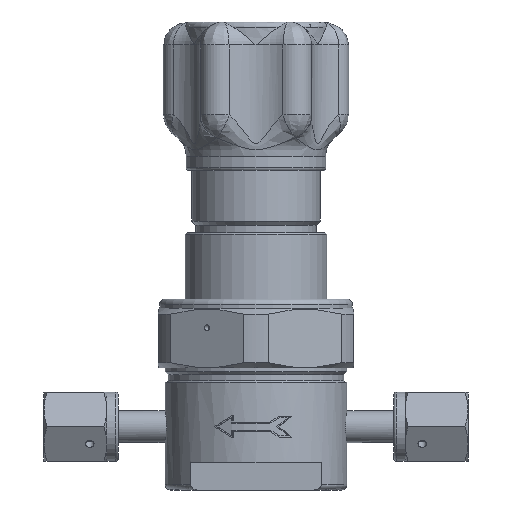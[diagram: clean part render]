
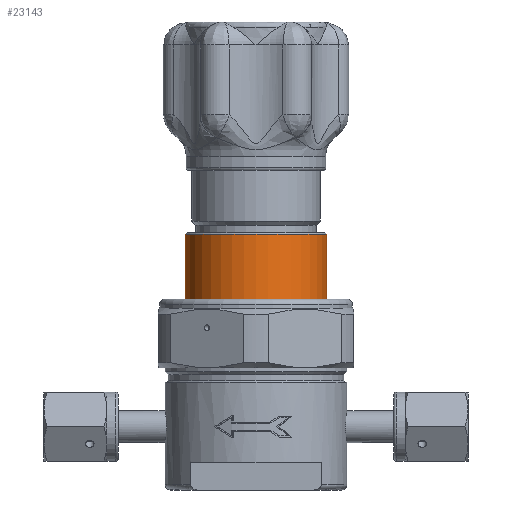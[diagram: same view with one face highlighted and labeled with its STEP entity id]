
A CAD part, front view. The second image highlights one B-rep face of the part: STEP entity #23143.
In plain terms, the highlighted cylindrical face has radius 19.558 mm (diameter 39.116 mm), a full revolution.
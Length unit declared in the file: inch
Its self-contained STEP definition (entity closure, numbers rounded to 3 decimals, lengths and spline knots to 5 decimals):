
#3349=LINE('',#40511,#5519);
#5519=VECTOR('',#28111,0.77);
#6056=FACE_BOUND('',#9349,.T.);
#6225=CIRCLE('',#24235,0.77);
#6250=CIRCLE('',#24280,0.77);
#6251=CIRCLE('',#24281,0.77);
#8060=FACE_OUTER_BOUND('',#9348,.T.);
#9348=EDGE_LOOP('',(#20617,#20618,#20619,#20620,#20621));
#9349=EDGE_LOOP('',(#20622,#20623,#20624));
#10191=B_SPLINE_CURVE_WITH_KNOTS('',3,(#40455,#40456,#40457,#40458,#40459,
#40460,#40461,#40462,#40463,#40464),.UNSPECIFIED.,.F.,.F.,(4,2,2,2,4),(0.11483,
0.14353,0.17224,0.20095,0.22965),
 .UNSPECIFIED.);
#10192=B_SPLINE_CURVE_WITH_KNOTS('',3,(#40466,#40467,#40468,#40469,#40470,
#40471,#40472,#40473,#40474,#40475,#40476,#40477,#40478,#40479,#40480,#40481,
#40482,#40483,#40484),.UNSPECIFIED.,.F.,.F.,(4,2,2,2,3,2,2,2,4),(0.34448,
0.37319,0.40189,0.4306,0.45931,
0.48801,0.51672,0.54543,0.57413),
 .UNSPECIFIED.);
#10193=B_SPLINE_CURVE_WITH_KNOTS('',3,(#40485,#40486,#40487,#40488,#40489,
#40490,#40491,#40492,#40493,#40494),.UNSPECIFIED.,.F.,.F.,(4,2,2,2,4),(0.22965,
0.25836,0.28707,0.31577,0.34448),
 .UNSPECIFIED.);
#11941=VERTEX_POINT('',#40327);
#11975=VERTEX_POINT('',#40453);
#11976=VERTEX_POINT('',#40454);
#11977=VERTEX_POINT('',#40465);
#11980=VERTEX_POINT('',#40503);
#11981=VERTEX_POINT('',#40504);
#14888=EDGE_CURVE('',#11941,#11941,#6225,.T.);
#14938=EDGE_CURVE('',#11975,#11976,#10191,.T.);
#14939=EDGE_CURVE('',#11977,#11975,#10192,.T.);
#14940=EDGE_CURVE('',#11976,#11977,#10193,.T.);
#14945=EDGE_CURVE('',#11980,#11981,#6250,.T.);
#14946=EDGE_CURVE('',#11981,#11980,#6251,.T.);
#14949=EDGE_CURVE('',#11981,#11941,#3349,.T.);
#20617=ORIENTED_EDGE('',*,*,#14945,.F.);
#20618=ORIENTED_EDGE('',*,*,#14946,.F.);
#20619=ORIENTED_EDGE('',*,*,#14949,.T.);
#20620=ORIENTED_EDGE('',*,*,#14888,.T.);
#20621=ORIENTED_EDGE('',*,*,#14949,.F.);
#20622=ORIENTED_EDGE('',*,*,#14938,.T.);
#20623=ORIENTED_EDGE('',*,*,#14940,.T.);
#20624=ORIENTED_EDGE('',*,*,#14939,.T.);
#22188=CYLINDRICAL_SURFACE('',#24283,0.77);
#23143=ADVANCED_FACE('',(#8060,#6056),#22188,.T.);
#24235=AXIS2_PLACEMENT_3D('',#40328,#27995,#27996);
#24280=AXIS2_PLACEMENT_3D('',#40505,#28102,#28103);
#24281=AXIS2_PLACEMENT_3D('',#40506,#28104,#28105);
#24283=AXIS2_PLACEMENT_3D('',#40510,#28109,#28110);
#27995=DIRECTION('center_axis',(0.,0.,1.));
#27996=DIRECTION('ref_axis',(0.,1.,0.));
#28102=DIRECTION('center_axis',(0.,0.,
1.));
#28103=DIRECTION('ref_axis',(0.,-1.,0.));
#28104=DIRECTION('center_axis',(0.,0.,
1.));
#28105=DIRECTION('ref_axis',(0.,-1.,0.));
#28109=DIRECTION('center_axis',(0.,0.,
-1.));
#28110=DIRECTION('ref_axis',(0.,1.,0.));
#28111=DIRECTION('',(0.,0.,-1.));
#40327=CARTESIAN_POINT('',(0.,-0.77,0.254));
#40328=CARTESIAN_POINT('Origin',(0.,0.,
0.254));
#40453=CARTESIAN_POINT('',(0.,0.77,0.703));
#40454=CARTESIAN_POINT('',(-0.03,0.76942,0.673));
#40455=CARTESIAN_POINT('Ctrl Pts',(0.,0.77,0.703));
#40456=CARTESIAN_POINT('Ctrl Pts',(-0.00377,0.77,0.703));
#40457=CARTESIAN_POINT('Ctrl Pts',(-0.00779,0.76997,
0.70225));
#40458=CARTESIAN_POINT('Ctrl Pts',(-0.01518,0.76986,
0.69919));
#40459=CARTESIAN_POINT('Ctrl Pts',(-0.01855,0.76978,
0.69688));
#40460=CARTESIAN_POINT('Ctrl Pts',(-0.02388,0.76963,
0.69155));
#40461=CARTESIAN_POINT('Ctrl Pts',(-0.02619,0.76956,
0.68818));
#40462=CARTESIAN_POINT('Ctrl Pts',(-0.02925,0.76945,
0.68079));
#40463=CARTESIAN_POINT('Ctrl Pts',(-0.03,0.76942,
0.67677));
#40464=CARTESIAN_POINT('Ctrl Pts',(-0.03,0.76942,
0.673));
#40465=CARTESIAN_POINT('',(0.,0.77,0.643));
#40466=CARTESIAN_POINT('Ctrl Pts',(0.,0.77,0.643));
#40467=CARTESIAN_POINT('Ctrl Pts',(0.00377,0.77,0.643));
#40468=CARTESIAN_POINT('Ctrl Pts',(0.00779,0.76997,
0.64375));
#40469=CARTESIAN_POINT('Ctrl Pts',(0.01518,0.76986,
0.64681));
#40470=CARTESIAN_POINT('Ctrl Pts',(0.01855,0.76978,
0.64912));
#40471=CARTESIAN_POINT('Ctrl Pts',(0.02388,0.76963,
0.65445));
#40472=CARTESIAN_POINT('Ctrl Pts',(0.02619,0.76956,
0.65782));
#40473=CARTESIAN_POINT('Ctrl Pts',(0.02925,0.76945,
0.66521));
#40474=CARTESIAN_POINT('Ctrl Pts',(0.03,0.76942,
0.66923));
#40475=CARTESIAN_POINT('Ctrl Pts',(0.03,0.76942,
0.673));
#40476=CARTESIAN_POINT('Ctrl Pts',(0.03,0.76942,
0.67677));
#40477=CARTESIAN_POINT('Ctrl Pts',(0.02925,0.76945,
0.68079));
#40478=CARTESIAN_POINT('Ctrl Pts',(0.02619,0.76956,
0.68818));
#40479=CARTESIAN_POINT('Ctrl Pts',(0.02388,0.76963,
0.69155));
#40480=CARTESIAN_POINT('Ctrl Pts',(0.01855,0.76978,
0.69688));
#40481=CARTESIAN_POINT('Ctrl Pts',(0.01518,0.76986,
0.69919));
#40482=CARTESIAN_POINT('Ctrl Pts',(0.00779,0.76997,
0.70225));
#40483=CARTESIAN_POINT('Ctrl Pts',(0.00377,0.77,0.703));
#40484=CARTESIAN_POINT('Ctrl Pts',(0.,0.77,0.703));
#40485=CARTESIAN_POINT('Ctrl Pts',(-0.03,0.76942,
0.673));
#40486=CARTESIAN_POINT('Ctrl Pts',(-0.03,0.76942,
0.66923));
#40487=CARTESIAN_POINT('Ctrl Pts',(-0.02925,0.76945,
0.66521));
#40488=CARTESIAN_POINT('Ctrl Pts',(-0.02619,0.76956,
0.65782));
#40489=CARTESIAN_POINT('Ctrl Pts',(-0.02388,0.76963,
0.65445));
#40490=CARTESIAN_POINT('Ctrl Pts',(-0.01855,0.76978,
0.64912));
#40491=CARTESIAN_POINT('Ctrl Pts',(-0.01518,0.76986,
0.64681));
#40492=CARTESIAN_POINT('Ctrl Pts',(-0.00779,0.76997,
0.64375));
#40493=CARTESIAN_POINT('Ctrl Pts',(-0.00377,0.77,0.643));
#40494=CARTESIAN_POINT('Ctrl Pts',(0.,0.77,0.643));
#40503=CARTESIAN_POINT('',(0.,0.77,0.959));
#40504=CARTESIAN_POINT('',(0.,-0.77,0.959));
#40505=CARTESIAN_POINT('Origin',(0.,0.,
0.959));
#40506=CARTESIAN_POINT('Origin',(0.,0.,
0.959));
#40510=CARTESIAN_POINT('Origin',(0.,0.,
0.5415));
#40511=CARTESIAN_POINT('',(0.,-0.77,0.5415));
